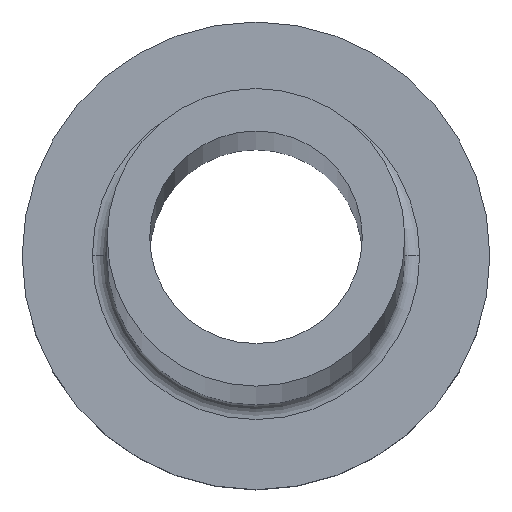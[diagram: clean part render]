
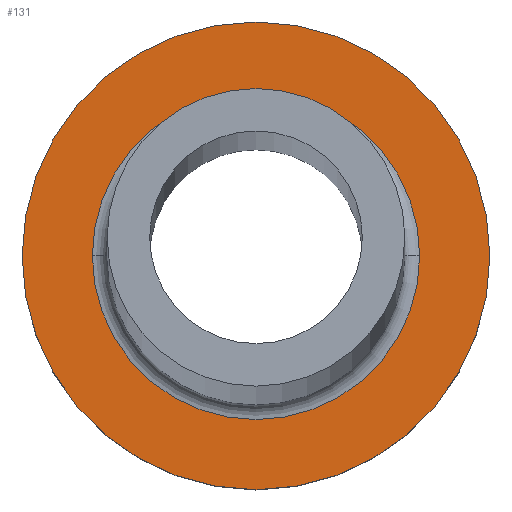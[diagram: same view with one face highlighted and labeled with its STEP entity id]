
A CAD part, top view. The second image highlights one B-rep face of the part: STEP entity #131.
In plain terms, the highlighted planar face has unit normal (0, 0, 1).
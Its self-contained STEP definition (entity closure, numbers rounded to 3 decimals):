
#10 = FACE_OUTER_BOUND ( 'NONE', #155, .T. ) ;
#11 = CARTESIAN_POINT ( 'NONE',  ( 0., 0., 7. ) ) ;
#34 = CARTESIAN_POINT ( 'NONE',  ( 0., 0., 7. ) ) ;
#41 = EDGE_LOOP ( 'NONE', ( #116, #70 ) ) ;
#46 = DIRECTION ( 'NONE',  ( 1., 0., 0. ) ) ;
#48 = DIRECTION ( 'NONE',  ( 1., 0., 0. ) ) ;
#52 = DIRECTION ( 'NONE',  ( 0., 0., -1. ) ) ;
#58 = AXIS2_PLACEMENT_3D ( 'NONE', #324, #52, #173 ) ;
#59 = CARTESIAN_POINT ( 'NONE',  ( 11., 0., 7. ) ) ;
#70 = ORIENTED_EDGE ( 'NONE', *, *, #285, .T. ) ;
#74 = EDGE_CURVE ( 'NONE', #371, #90, #203, .T. ) ;
#90 = VERTEX_POINT ( 'NONE', #59 ) ;
#92 = CIRCLE ( 'NONE', #279, 7.7 ) ;
#94 = EDGE_CURVE ( 'NONE', #351, #194, #198, .T. ) ;
#96 = CARTESIAN_POINT ( 'NONE',  ( -7.7, 0., 7. ) ) ;
#112 = AXIS2_PLACEMENT_3D ( 'NONE', #286, #310, #48 ) ;
#116 = ORIENTED_EDGE ( 'NONE', *, *, #94, .T. ) ;
#124 = DIRECTION ( 'NONE',  ( 1., 0., 0. ) ) ;
#131 = ADVANCED_FACE ( 'NONE', ( #244, #10 ), #215, .T. ) ;
#140 = ORIENTED_EDGE ( 'NONE', *, *, #320, .T. ) ;
#144 = CARTESIAN_POINT ( 'NONE',  ( 7.7, 0., 7. ) ) ;
#149 = DIRECTION ( 'NONE',  ( 1., 0., 0. ) ) ;
#155 = EDGE_LOOP ( 'NONE', ( #321, #140 ) ) ;
#162 = DIRECTION ( 'NONE',  ( 0., 0., 1. ) ) ;
#168 = AXIS2_PLACEMENT_3D ( 'NONE', #34, #177, #149 ) ;
#173 = DIRECTION ( 'NONE',  ( 1., 0., 0. ) ) ;
#177 = DIRECTION ( 'NONE',  ( 0., 0., 1. ) ) ;
#194 = VERTEX_POINT ( 'NONE', #96 ) ;
#198 = CIRCLE ( 'NONE', #58, 7.7 ) ;
#203 = CIRCLE ( 'NONE', #168, 11. ) ;
#215 = PLANE ( 'NONE',  #226 ) ;
#226 = AXIS2_PLACEMENT_3D ( 'NONE', #11, #162, #124 ) ;
#244 = FACE_BOUND ( 'NONE', #41, .T. ) ;
#262 = CARTESIAN_POINT ( 'NONE',  ( -11., 0., 7. ) ) ;
#279 = AXIS2_PLACEMENT_3D ( 'NONE', #307, #318, #46 ) ;
#285 = EDGE_CURVE ( 'NONE', #194, #351, #92, .T. ) ;
#286 = CARTESIAN_POINT ( 'NONE',  ( 0., 0., 7. ) ) ;
#307 = CARTESIAN_POINT ( 'NONE',  ( 0., 0., 7. ) ) ;
#310 = DIRECTION ( 'NONE',  ( 0., 0., 1. ) ) ;
#318 = DIRECTION ( 'NONE',  ( 0., 0., -1. ) ) ;
#320 = EDGE_CURVE ( 'NONE', #90, #371, #367, .T. ) ;
#321 = ORIENTED_EDGE ( 'NONE', *, *, #74, .T. ) ;
#324 = CARTESIAN_POINT ( 'NONE',  ( 0., 0., 7. ) ) ;
#351 = VERTEX_POINT ( 'NONE', #144 ) ;
#367 = CIRCLE ( 'NONE', #112, 11. ) ;
#371 = VERTEX_POINT ( 'NONE', #262 ) ;
